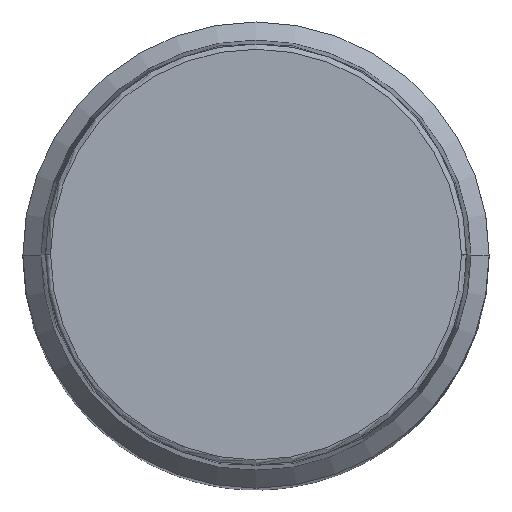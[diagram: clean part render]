
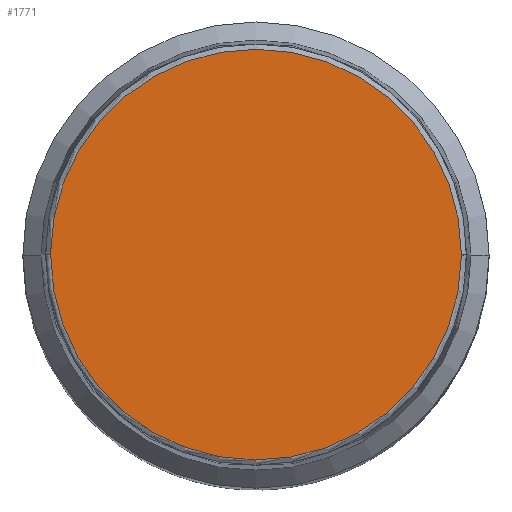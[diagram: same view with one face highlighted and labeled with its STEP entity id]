
A CAD part, top view. The second image highlights one B-rep face of the part: STEP entity #1771.
In plain terms, the highlighted face is planar.
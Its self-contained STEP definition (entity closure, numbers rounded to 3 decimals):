
#1337=CARTESIAN_POINT('',(0.,0.,-10.));
#1338=DIRECTION('',(0.,0.,-1.));
#1339=DIRECTION('',(-1.,-0.008,0.));
#1340=AXIS2_PLACEMENT_3D('',#1337,#1338,#1339);
#1353=CARTESIAN_POINT('',(0.,0.,-10.));
#1354=DIRECTION('',(0.,0.,1.));
#1355=DIRECTION('',(1.,0.008,0.));
#1356=AXIS2_PLACEMENT_3D('',#1353,#1354,#1355);
#1361=CARTESIAN_POINT('',(0.,0.,-10.));
#1362=DIRECTION('',(0.,0.,1.));
#1363=DIRECTION('',(-1.,-0.008,0.));
#1364=AXIS2_PLACEMENT_3D('',#1361,#1362,#1363);
#1369=CARTESIAN_POINT('',(0.,0.,-10.));
#1370=DIRECTION('',(0.,0.,-1.));
#1371=DIRECTION('',(1.,0.008,0.));
#1372=AXIS2_PLACEMENT_3D('',#1369,#1370,#1371);
#1444=CARTESIAN_POINT('',(7.929,0.066,-10.));
#1445=CARTESIAN_POINT('',(-7.929,0.,-10.));
#1446=VERTEX_POINT('',#1444);
#1447=VERTEX_POINT('',#1445);
#1448=CARTESIAN_POINT('',(7.929,0.,-10.));
#1449=VERTEX_POINT('',#1448);
#1450=CARTESIAN_POINT('',(-7.929,-0.066,-10.));
#1451=VERTEX_POINT('',#1450);
#1758=CARTESIAN_POINT('',(0.,0.,-10.));
#1759=DIRECTION('',(0.,0.,1.));
#1760=DIRECTION('',(1.,0.,0.));
#1761=AXIS2_PLACEMENT_3D('',#1758,#1759,#1760);
#1762=PLANE('',#1761);
#1764=ORIENTED_EDGE('',*,*,#1763,.F.);
#1766=ORIENTED_EDGE('',*,*,#1765,.T.);
#1767=ORIENTED_EDGE('',*,*,#1748,.F.);
#1768=ORIENTED_EDGE('',*,*,#1746,.T.);
#1769=EDGE_LOOP('',(#1764,#1766,#1767,#1768));
#1770=FACE_OUTER_BOUND('',#1769,.F.);
#1771=ADVANCED_FACE('',(#1770),#1762,.F.);
#1341=CIRCLE('',#1340,7.929);
#1357=CIRCLE('',#1356,7.929);
#1365=CIRCLE('',#1364,7.929);
#1373=CIRCLE('',#1372,7.929);
#1746=EDGE_CURVE('',#1451,#1449,#1365,.T.);
#1748=EDGE_CURVE('',#1451,#1447,#1341,.T.);
#1763=EDGE_CURVE('',#1446,#1449,#1373,.T.);
#1765=EDGE_CURVE('',#1446,#1447,#1357,.T.);
